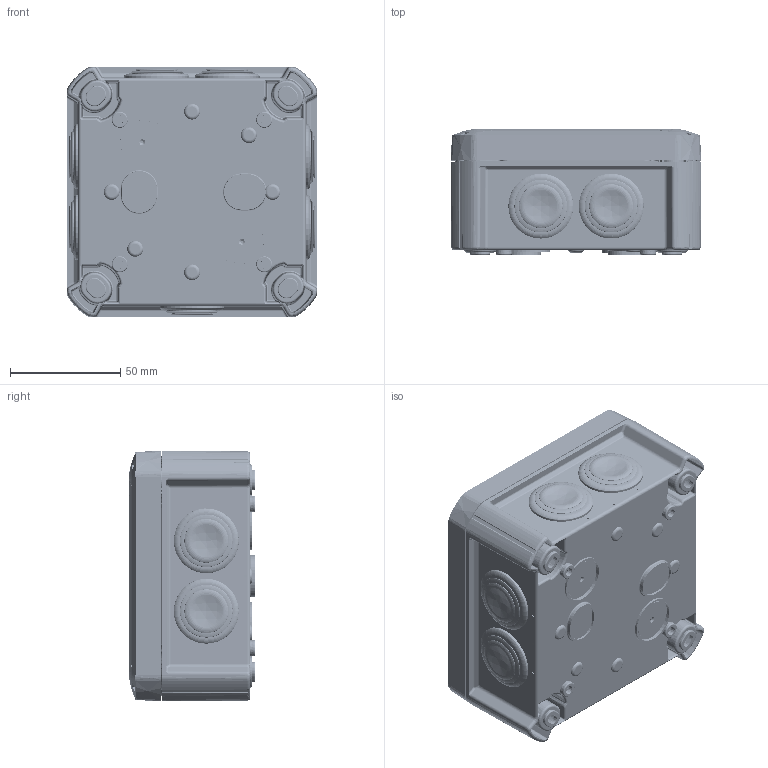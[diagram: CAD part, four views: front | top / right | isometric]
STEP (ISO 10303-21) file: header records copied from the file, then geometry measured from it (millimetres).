
FILE_DESCRIPTION (( 'STEP AP214' ), '1' );
FILE_NAME ('2007339.STEP', '2026-01-22T10:11:32', ( '' ), ( '' ), 'SwSTEP 2.0', 'SolidWorks 2024', '' );
FILE_SCHEMA (( 'AUTOMOTIVE_DESIGN' ));
Length unit declared in the file: millimetre
Products named in the file (7): 117086_Einsteckdichtung; 132011_IP66; 183772_IP66Default; ED950_WKZ-Injection mold 6236; 132172_IP66; 0068977_LGR; 2007339
Assembly tree (15 placements, depth 4):
  2007339
    117086_Einsteckdichtung
    183772_IP66Default
      132172_IP66
        132011_IP66
      ED950_WKZ-Injection mold 6236  x4
    0068977_LGR  x7
Bounding box: 114 x 57.35 x 114 mm (x, y, z)
Volume: 137377.8 mm3; surface area: 161307.1 mm2
Topology: 13 solids, 13 shells, 4296 faces, 10469 edges, 6290 vertices
Faces by surface type: bspline 1028, plane 962, cylinder 888, cone 639, torus 617, sphere 162
Entity records: 134091 total; most frequent: CARTESIAN_POINT 64646, ORIENTED_EDGE 16432, DIRECTION 12286, EDGE_CURVE 8216, AXIS2_PLACEMENT_3D 4992, VERTEX_POINT 4964, EDGE_LOOP 3444, FACE_OUTER_BOUND 3330
